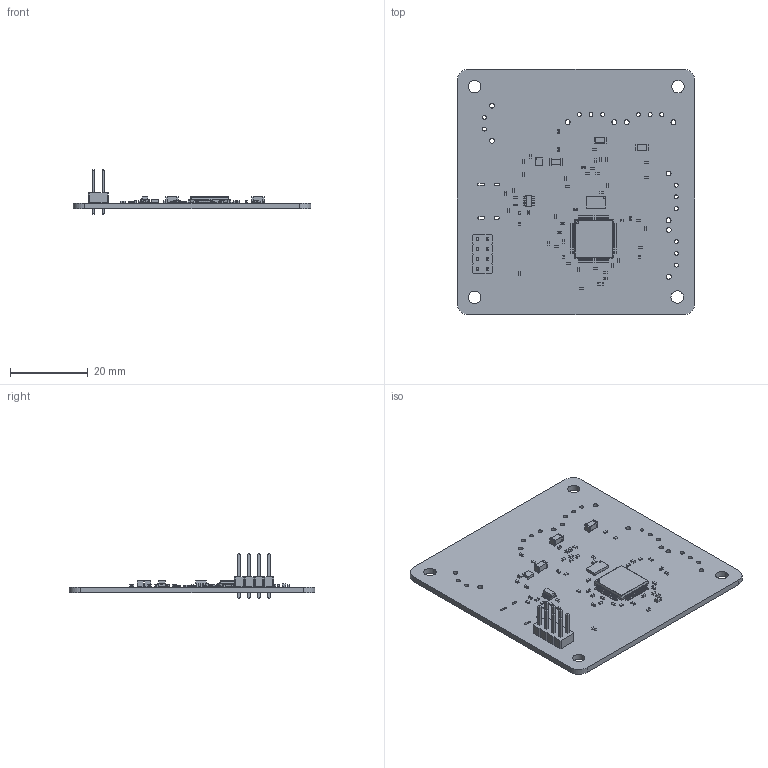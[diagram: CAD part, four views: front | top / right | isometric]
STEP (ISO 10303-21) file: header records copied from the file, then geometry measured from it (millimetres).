
FILE_DESCRIPTION(('KiCad electronic assembly'),'2;1');
FILE_NAME('airbrake.step','2025-05-22T14:59:01',('Pcbnew'),('Kicad'), 'Open CASCADE STEP processor 7.8','KiCad to STEP converter','Unknown' );
FILE_SCHEMA(('AUTOMOTIVE_DESIGN { 1 0 10303 214 1 1 1 1 }'));
Length unit declared in the file: millimetre
Products named in the file (13): airbrake 1; C_0402_1005Metric; R_0402_1005Metric; L_0402_1005Metric; C_1206_3216Metric; SOT-23-6; LQFP-64_10x10mm_P0.5mm; PinHeader_2x04_P2.54mm_Vertical; WSON-6-1EP_2x2mm_P0.65mm_EP1x1.6mm; LED_0402_1005Metric; LGA-8_3x5mm_P1.25mm; L_0603_1608Metric; airbrake_PCB
Assembly tree (60 placements, depth 2):
  airbrake 1
    C_0402_1005Metric  x25
    R_0402_1005Metric  x17
    L_0402_1005Metric  x6
    C_1206_3216Metric  x3
    SOT-23-6
    LQFP-64_10x10mm_P0.5mm
    PinHeader_2x04_P2.54mm_Vertical
    WSON-6-1EP_2x2mm_P0.65mm_EP1x1.6mm
    LED_0402_1005Metric  x2
    LGA-8_3x5mm_P1.25mm
    L_0603_1608Metric
    airbrake_PCB
Bounding box: 61 x 63 x 11.54 mm (x, y, z)
Volume: 5982.3 mm3; surface area: 9105.7 mm2
Topology: 60 solids, 60 shells, 2984 faces, 7808 edges, 5044 vertices
Faces by surface type: plane 1953, cylinder 905, bspline 126
Full cylindrical faces by diameter (mm): 0.2 x3, 0.25 x1, 0.5 x1, 1 x8, 1.02 x14, 1.27 x10, 3.2 x4
Entity records: 64359 total; most frequent: CARTESIAN_POINT 11726, ORIENTED_EDGE 8710, DIRECTION 8231, EDGE_CURVE 4355, LINE 3473, VECTOR 3473, VERTEX_POINT 2766, AXIS2_PLACEMENT_3D 2379
